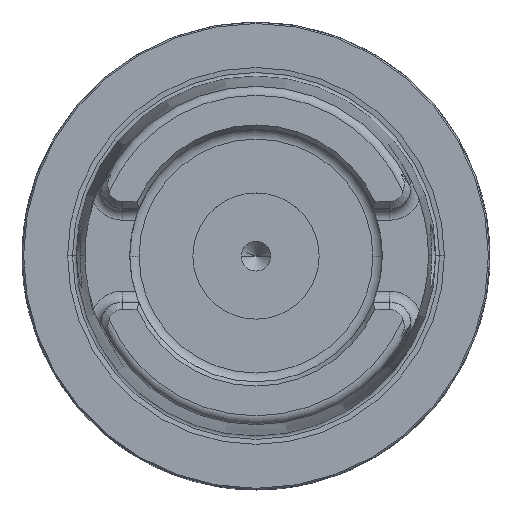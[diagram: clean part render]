
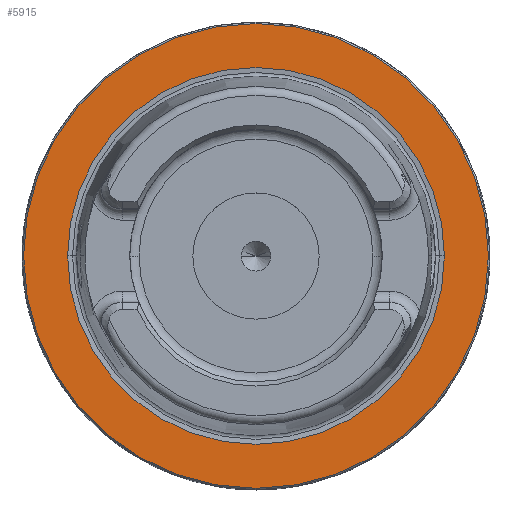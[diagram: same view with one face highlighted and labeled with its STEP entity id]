
A CAD part, top view. The second image highlights one B-rep face of the part: STEP entity #5915.
In plain terms, the highlighted planar face has unit normal (0, 0, 1).
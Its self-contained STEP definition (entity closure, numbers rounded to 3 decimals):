
#1730=CARTESIAN_POINT('',(0.,0.,0.));
#1731=DIRECTION('',(0.,0.,1.));
#1732=DIRECTION('',(1.,0.,0.));
#1733=AXIS2_PLACEMENT_3D('',#1730,#1731,#1732);
#1746=CARTESIAN_POINT('',(0.,0.,0.));
#1747=DIRECTION('',(0.,0.,-1.));
#1748=DIRECTION('',(1.,0.,0.));
#1749=AXIS2_PLACEMENT_3D('',#1746,#1747,#1748);
#1768=CARTESIAN_POINT('',(0.,0.,0.));
#1769=DIRECTION('',(0.,0.,1.));
#1770=DIRECTION('',(1.,0.,0.));
#1771=AXIS2_PLACEMENT_3D('',#1768,#1769,#1770);
#4337=CARTESIAN_POINT('',(0.,0.,0.));
#4338=DIRECTION('',(0.,0.,-1.));
#4339=DIRECTION('',(1.,0.,0.));
#4340=AXIS2_PLACEMENT_3D('',#4337,#4338,#4339);
#4367=CARTESIAN_POINT('',(25.374,0.,0.));
#4369=VERTEX_POINT('',#4367);
#4379=CARTESIAN_POINT('',(-25.374,0.,0.));
#4381=VERTEX_POINT('',#4379);
#4615=CARTESIAN_POINT('',(31.3,0.,0.));
#4616=CARTESIAN_POINT('',(-31.3,0.,0.));
#4617=VERTEX_POINT('',#4615);
#4618=VERTEX_POINT('',#4616);
#5899=CARTESIAN_POINT('',(0.,0.,0.));
#5900=DIRECTION('',(0.,0.,-1.));
#5901=DIRECTION('',(-1.,0.,0.));
#5902=AXIS2_PLACEMENT_3D('',#5899,#5900,#5901);
#5903=PLANE('',#5902);
#5904=ORIENTED_EDGE('',*,*,#5889,.F.);
#5906=ORIENTED_EDGE('',*,*,#5905,.T.);
#5907=EDGE_LOOP('',(#5904,#5906));
#5908=FACE_OUTER_BOUND('',#5907,.F.);
#5910=ORIENTED_EDGE('',*,*,#5909,.F.);
#5912=ORIENTED_EDGE('',*,*,#5911,.T.);
#5913=EDGE_LOOP('',(#5910,#5912));
#5914=FACE_BOUND('',#5913,.F.);
#1734=CIRCLE('',#1733,31.3);
#1750=CIRCLE('',#1749,25.374);
#1772=CIRCLE('',#1771,25.374);
#4341=CIRCLE('',#4340,31.3);
#5889=EDGE_CURVE('',#4617,#4618,#1734,.T.);
#5905=EDGE_CURVE('',#4617,#4618,#4341,.T.);
#5909=EDGE_CURVE('',#4369,#4381,#1750,.T.);
#5911=EDGE_CURVE('',#4369,#4381,#1772,.T.);
#5915=ADVANCED_FACE('',(#5908,#5914),#5903,.F.);
